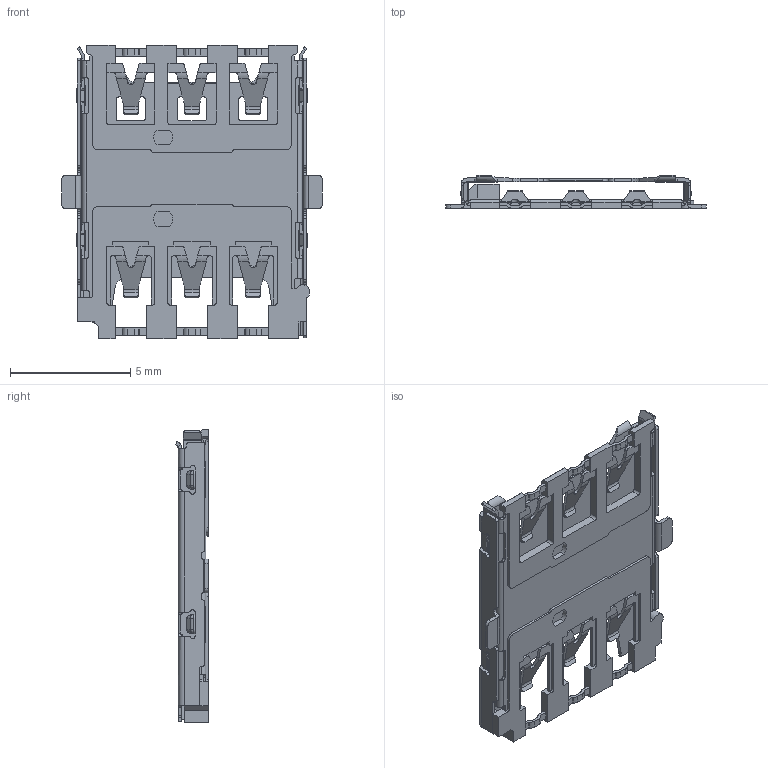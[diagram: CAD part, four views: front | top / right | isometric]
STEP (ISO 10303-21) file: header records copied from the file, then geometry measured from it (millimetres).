
FILE_DESCRIPTION( ( 'STEP AP214' ), '1' );
FILE_NAME( 'SIM8051-6-0-14-00-A.stp', '2019-07-14T12:26:42', ( '' ), ( '' ), ' ', 'PARTsolutions', ' ' );
FILE_SCHEMA( ( 'AUTOMOTIVE_DESIGN { 1 0 10303 214 1 1 1 1 }' ) );
Length unit declared in the file: millimetre
Products named in the file (2): SIM8051-6-0-14-00-A; ÇÐ³ý-À­Éì2
Assembly tree (1 placements, depth 2):
  SIM8051-6-0-14-00-A
    ÇÐ³ý-À­Éì2
Bounding box: 10.84 x 1.35 x 12.2 mm (x, y, z)
Volume: 37.9 mm3; surface area: 463.3 mm2
Topology: 1 solids, 1 shells, 953 faces, 2689 edges, 1698 vertices
Faces by surface type: plane 539, cylinder 352, bspline 62
Entity records: 39936 total; most frequent: CARTESIAN_POINT 7871, ORIENTED_EDGE 5362, DIRECTION 4837, EDGE_CURVE 2681, LINE 1827, VECTOR 1827, VERTEX_POINT 1698, AXIS2_PLACEMENT_3D 1505
